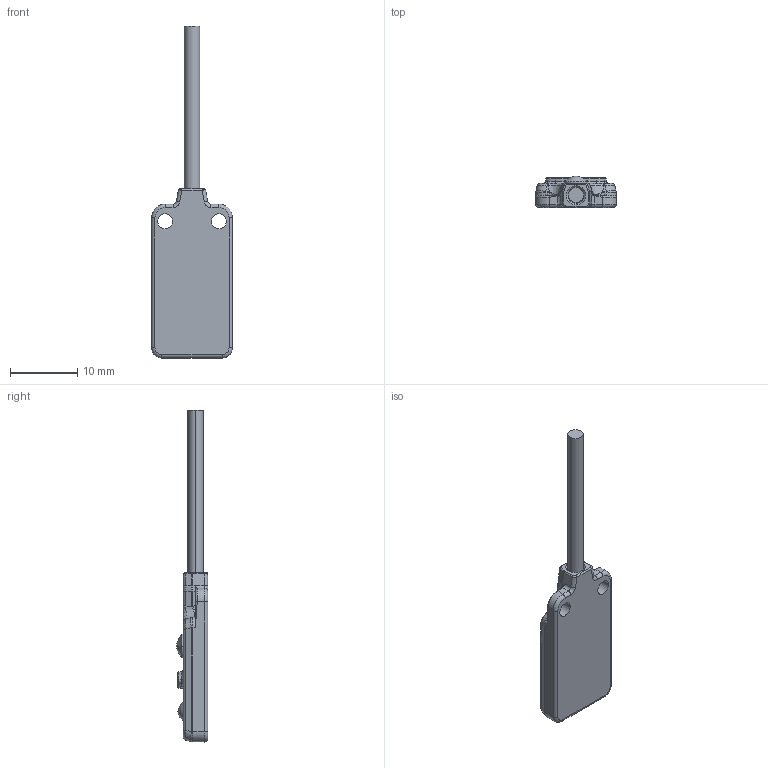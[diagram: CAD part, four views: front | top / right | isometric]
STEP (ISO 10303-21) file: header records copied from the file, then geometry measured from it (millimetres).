
FILE_DESCRIPTION((''),'2;1');
FILE_NAME('149856_SW','2010-05-07T',('banengservice'),('BANNER ENGINEERING'),'PRO/ENGINEER BY PARAMETRIC TECHNOLOGY CORPORATION, 2009141','PRO/ENGINEER BY PARAMETRIC TECHNOLOGY CORPORATION, 2009141','');
FILE_SCHEMA(('CONFIG_CONTROL_DESIGN'));
Length unit declared in the file: inch
Products named in the file (1): 149856_SW
Bounding box: 11.99 x 4.66 x 49.23 mm (x, y, z)
Volume: 1046.2 mm3; surface area: 1020.7 mm2
Topology: 1 solids, 2 shells, 480 faces, 1239 edges, 772 vertices
Faces by surface type: extrusion 155, plane 148, cylinder 73, bspline 68, cone 20, torus 12, revolution 4
Entity records: 19286 total; most frequent: CARTESIAN_POINT 8615, ORIENTED_EDGE 2462, DIRECTION 1661, EDGE_CURVE 1231, VERTEX_POINT 772, VECTOR 757, LINE 602, B_SPLINE_CURVE_WITH_KNOTS 591
